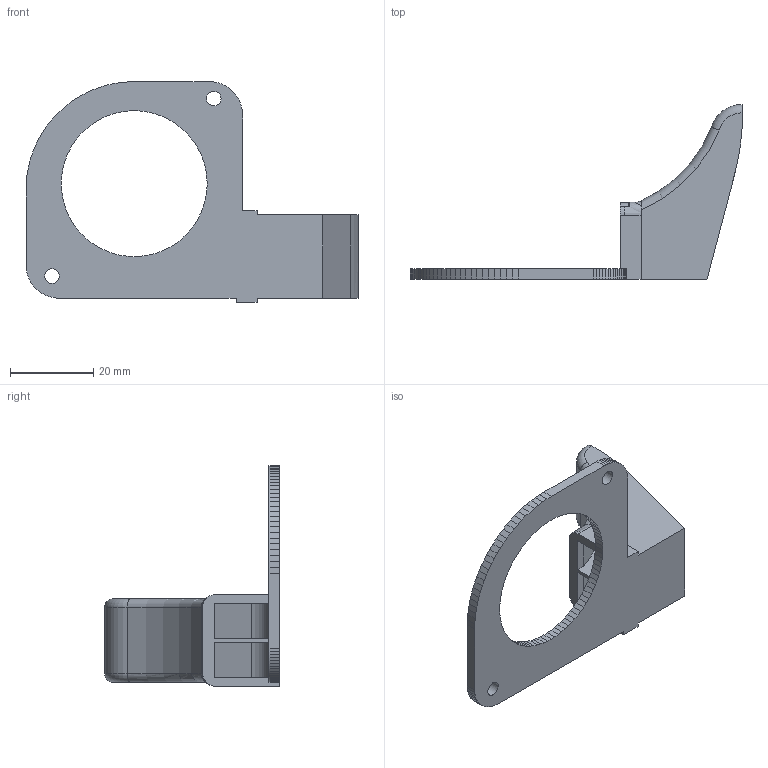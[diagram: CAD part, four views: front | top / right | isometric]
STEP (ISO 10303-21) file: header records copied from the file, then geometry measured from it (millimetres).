
FILE_DESCRIPTION(/* description */ (''),/* implementation_level */ '2;1');
FILE_NAME(/* name */ 'guide_borrar.stp',/* time_stamp */ '2016-02-07T22:51:59-03:00',/* author */ ('Erwin'),/* organization */ (''),/* preprocessor_version */ 'ST-DEVELOPER v16.1',/* originating_system */ 'Autodesk Inventor 2016',/* authorisation */ '');
FILE_SCHEMA (('AUTOMOTIVE_DESIGN { 1 0 10303 214 3 1 1 }'));
Length unit declared in the file: millimetre
Products named in the file (1): guide
Bounding box: 79.74 x 41.97 x 53 mm (x, y, z)
Volume: 9399.5 mm3; surface area: 10774.8 mm2
Topology: 1 solids, 1 shells, 249 faces, 741 edges, 490 vertices
Faces by surface type: plane 200, cylinder 27, bspline 18, torus 4
Full cylindrical faces by diameter (mm): 3.5 x2
Entity records: 9742 total; most frequent: CARTESIAN_POINT 3124, ORIENTED_EDGE 1474, DIRECTION 1217, EDGE_CURVE 737, LINE 633, VECTOR 633, VERTEX_POINT 488, AXIS2_PLACEMENT_3D 292
